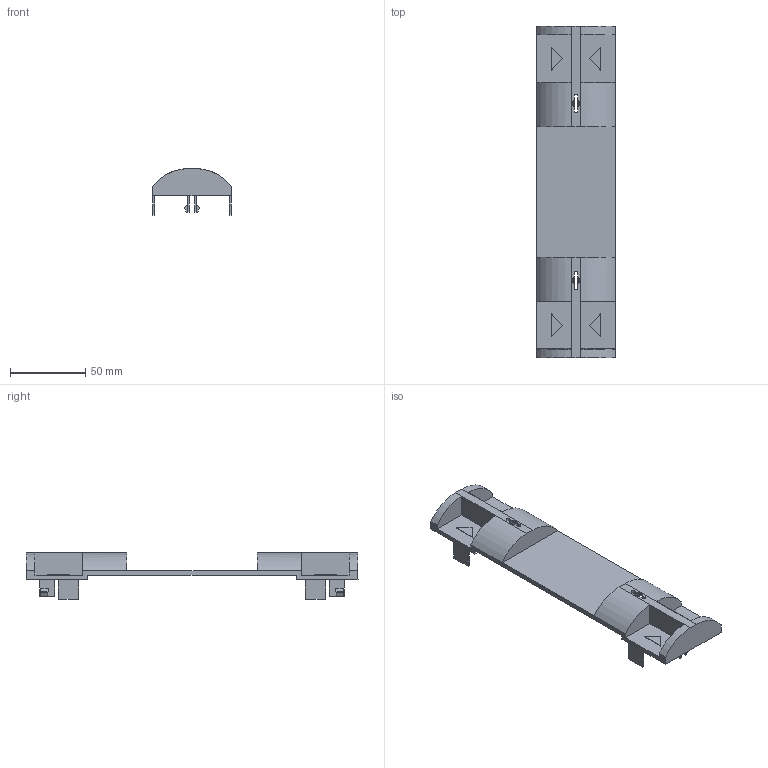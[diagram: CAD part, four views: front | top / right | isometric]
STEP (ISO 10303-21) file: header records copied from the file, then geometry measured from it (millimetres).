
FILE_DESCRIPTION(('CATIA V5 STEP'),'2;1');
FILE_NAME('U8940130_L_Grifflaschenabdeckung_A-U1XL-2XL.stp','2013-09-02T12:49:31+00:00',('none'),('Jean Müller GmbH'),'CATIA Version 5 Release 19 SP 9 (IN-10)','CATIA V5 STEP AP214','none');
FILE_SCHEMA(('AUTOMOTIVE_DESIGN { 1 0 10303 214 1 1 1 1 }'));
Length unit declared in the file: millimetre
Products named in the file (1): U8940130_L_Grifflaschenabdeckung A-U1XL-2XL
Bounding box: 52.3 x 220.5 x 31 mm (x, y, z)
Volume: 30508.3 mm3; surface area: 42101.2 mm2
Topology: 1 solids, 1 shells, 207 faces, 644 edges, 432 vertices
Faces by surface type: plane 175, cylinder 20, cone 12
Entity records: 6615 total; most frequent: CARTESIAN_POINT 1521, ORIENTED_EDGE 1288, DIRECTION 705, EDGE_CURVE 644, VECTOR 439, LINE 439, VERTEX_POINT 432, EDGE_LOOP 220
